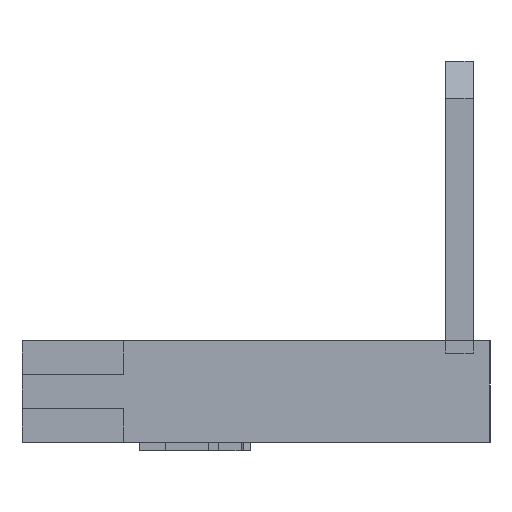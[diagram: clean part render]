
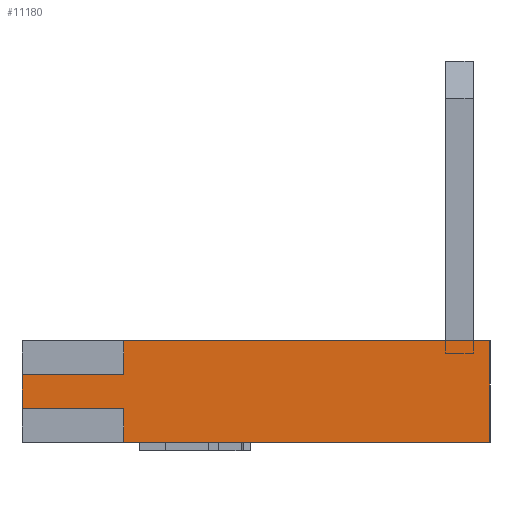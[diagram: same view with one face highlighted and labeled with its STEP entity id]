
A CAD part, left-side view. The second image highlights one B-rep face of the part: STEP entity #11180.
In plain terms, the highlighted planar face has unit normal (-1, 0, 0).
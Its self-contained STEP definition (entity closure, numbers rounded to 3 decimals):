
#973 = VERTEX_POINT ( 'NONE', #18522 ) ;
#1503 = LINE ( 'NONE', #11538, #12257 ) ;
#1585 = LINE ( 'NONE', #8889, #15620 ) ;
#1706 = ORIENTED_EDGE ( 'NONE', *, *, #5024, .F. ) ;
#1964 = CARTESIAN_POINT ( 'NONE',  ( -67.85, -8.894, -1.1 ) ) ;
#2221 = EDGE_CURVE ( 'NONE', #19371, #10924, #16763, .T. ) ;
#2494 = VECTOR ( 'NONE', #8696, 1000. ) ;
#2616 = ORIENTED_EDGE ( 'NONE', *, *, #2221, .F. ) ;
#2821 = VECTOR ( 'NONE', #19601, 1000. ) ;
#2972 = VECTOR ( 'NONE', #4926, 1000. ) ;
#3149 = VERTEX_POINT ( 'NONE', #14238 ) ;
#3344 = VERTEX_POINT ( 'NONE', #17132 ) ;
#4009 = EDGE_CURVE ( 'NONE', #8391, #19529, #1585, .T. ) ;
#4090 = AXIS2_PLACEMENT_3D ( 'NONE', #1964, #7144, #19531 ) ;
#4280 = LINE ( 'NONE', #11791, #17565 ) ;
#4383 = LINE ( 'NONE', #9940, #22257 ) ;
#4688 = ORIENTED_EDGE ( 'NONE', *, *, #4009, .T. ) ;
#4926 = DIRECTION ( 'NONE',  ( 0., 1., 0. ) ) ;
#5003 = LINE ( 'NONE', #13964, #7697 ) ;
#5024 = EDGE_CURVE ( 'NONE', #7952, #3149, #14705, .T. ) ;
#5860 = CARTESIAN_POINT ( 'NONE',  ( -67.85, 1.906, -0.1 ) ) ;
#6018 = EDGE_CURVE ( 'NONE', #973, #19529, #10568, .T. ) ;
#6201 = ORIENTED_EDGE ( 'NONE', *, *, #13733, .T. ) ;
#6469 = DIRECTION ( 'NONE',  ( 0., 0., -1. ) ) ;
#6492 = DIRECTION ( 'NONE',  ( 0., -1., 0. ) ) ;
#6524 = ORIENTED_EDGE ( 'NONE', *, *, #6018, .F. ) ;
#6694 = CARTESIAN_POINT ( 'NONE',  ( -67.85, 4.906, 0.9 ) ) ;
#7018 = EDGE_CURVE ( 'NONE', #10924, #7952, #4280, .T. ) ;
#7058 = PLANE ( 'NONE',  #4090 ) ;
#7144 = DIRECTION ( 'NONE',  ( -1., 0., 0. ) ) ;
#7287 = CARTESIAN_POINT ( 'NONE',  ( -67.85, -8.894, -1.1 ) ) ;
#7697 = VECTOR ( 'NONE', #8851, 1000. ) ;
#7952 = VERTEX_POINT ( 'NONE', #6694 ) ;
#8391 = VERTEX_POINT ( 'NONE', #7287 ) ;
#8696 = DIRECTION ( 'NONE',  ( 0., -1., 0. ) ) ;
#8851 = DIRECTION ( 'NONE',  ( 0., 0., 1. ) ) ;
#8889 = CARTESIAN_POINT ( 'NONE',  ( -67.85, -8.894, -1.1 ) ) ;
#8943 = DIRECTION ( 'NONE',  ( 0., 0., 1. ) ) ;
#9940 = CARTESIAN_POINT ( 'NONE',  ( -67.85, 1.906, -0.1 ) ) ;
#10380 = ORIENTED_EDGE ( 'NONE', *, *, #13235, .T. ) ;
#10568 = LINE ( 'NONE', #15672, #2494 ) ;
#10924 = VERTEX_POINT ( 'NONE', #21698 ) ;
#11180 = ADVANCED_FACE ( 'NONE', ( #14560 ), #7058, .T. ) ;
#11538 = CARTESIAN_POINT ( 'NONE',  ( -67.85, -8.894, -1.1 ) ) ;
#11791 = CARTESIAN_POINT ( 'NONE',  ( -67.85, 4.906, -1.1 ) ) ;
#12240 = EDGE_LOOP ( 'NONE', ( #6201, #10380, #4688, #6524, #15257, #1706, #14787, #2616 ) ) ;
#12257 = VECTOR ( 'NONE', #6492, 1000. ) ;
#13235 = EDGE_CURVE ( 'NONE', #3344, #8391, #1503, .T. ) ;
#13733 = EDGE_CURVE ( 'NONE', #19371, #3344, #4383, .T. ) ;
#13964 = CARTESIAN_POINT ( 'NONE',  ( -67.85, 1.906, 0.9 ) ) ;
#14238 = CARTESIAN_POINT ( 'NONE',  ( -67.85, 1.906, 0.9 ) ) ;
#14560 = FACE_OUTER_BOUND ( 'NONE', #12240, .T. ) ;
#14705 = LINE ( 'NONE', #18085, #2821 ) ;
#14787 = ORIENTED_EDGE ( 'NONE', *, *, #7018, .F. ) ;
#15257 = ORIENTED_EDGE ( 'NONE', *, *, #16678, .F. ) ;
#15620 = VECTOR ( 'NONE', #19167, 1000. ) ;
#15672 = CARTESIAN_POINT ( 'NONE',  ( -67.85, -8.894, 1.9 ) ) ;
#16678 = EDGE_CURVE ( 'NONE', #3149, #973, #5003, .T. ) ;
#16763 = LINE ( 'NONE', #22245, #2972 ) ;
#17132 = CARTESIAN_POINT ( 'NONE',  ( -67.85, 1.906, -1.1 ) ) ;
#17565 = VECTOR ( 'NONE', #8943, 1000. ) ;
#18085 = CARTESIAN_POINT ( 'NONE',  ( -67.85, 1.906, 0.9 ) ) ;
#18519 = CARTESIAN_POINT ( 'NONE',  ( -67.85, -8.894, 1.9 ) ) ;
#18522 = CARTESIAN_POINT ( 'NONE',  ( -67.85, 1.906, 1.9 ) ) ;
#19167 = DIRECTION ( 'NONE',  ( 0., 0., 1. ) ) ;
#19371 = VERTEX_POINT ( 'NONE', #5860 ) ;
#19529 = VERTEX_POINT ( 'NONE', #18519 ) ;
#19531 = DIRECTION ( 'NONE',  ( 0., 0., 1. ) ) ;
#19601 = DIRECTION ( 'NONE',  ( 0., -1., 0. ) ) ;
#21698 = CARTESIAN_POINT ( 'NONE',  ( -67.85, 4.906, -0.1 ) ) ;
#22245 = CARTESIAN_POINT ( 'NONE',  ( -67.85, 1.906, -0.1 ) ) ;
#22257 = VECTOR ( 'NONE', #6469, 1000. ) ;
